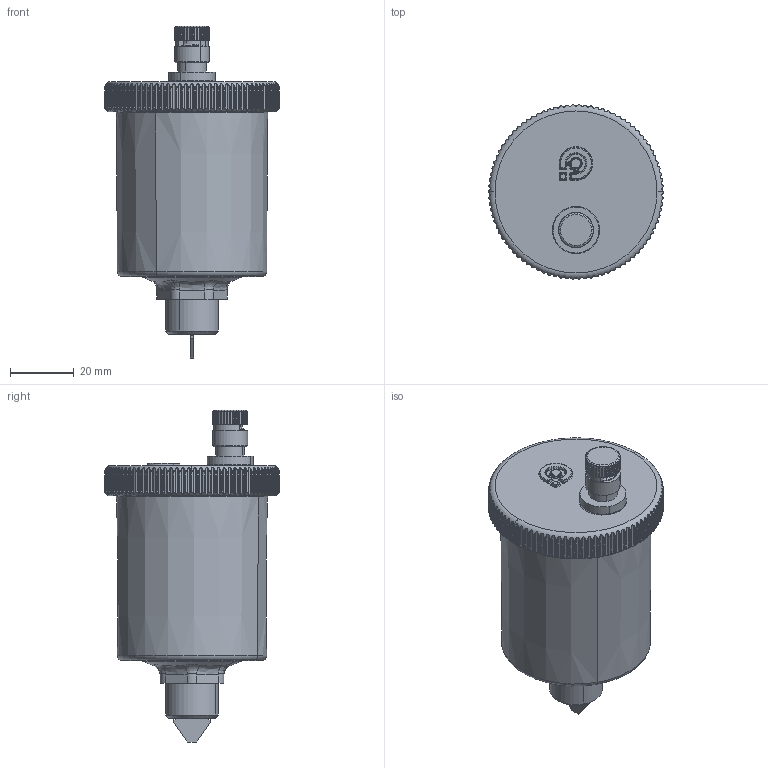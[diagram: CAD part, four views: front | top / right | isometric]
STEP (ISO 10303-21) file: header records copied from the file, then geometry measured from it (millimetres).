
FILE_DESCRIPTION(('CATIA V5 STEP Exchange'),'2;1');
FILE_NAME('STEP_250031_-_TST.stp','2019-04-03T06:48:31+00:00',('none'),('none'),'CATIA Version 5-6 Release 2016 SP4','CATIA V5 STEP AP203','none');
FILE_SCHEMA(('CONFIG_CONTROL_DESIGN'));
Length unit declared in the file: millimetre
Products named in the file (1): 250031 - TST.CATPART
Bounding box: 55 x 54.97 x 104.52 mm (x, y, z)
Volume: 119786.6 mm3; surface area: 17543.9 mm2
Topology: 1 solids, 4 shells, 884 faces, 2471 edges, 1588 vertices
Faces by surface type: cylinder 473, plane 302, cone 39, bspline 35, torus 18, sphere 17
Entity records: 32152 total; most frequent: CARTESIAN_POINT 12544, ORIENTED_EDGE 4910, DIRECTION 2713, EDGE_CURVE 2455, VERTEX_POINT 1588, AXIS2_PLACEMENT_3D 1122, B_SPLINE_CURVE_WITH_KNOTS 1120, VECTOR 903
